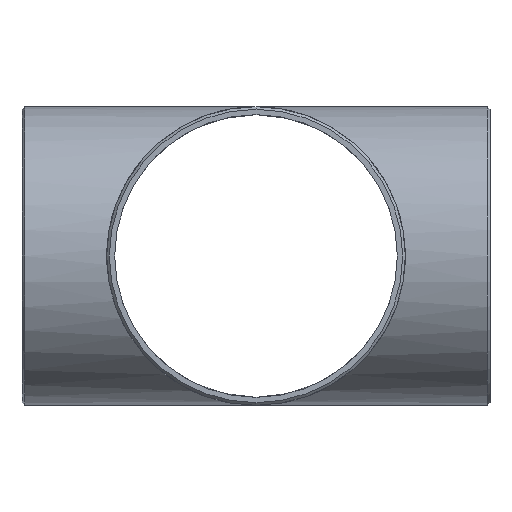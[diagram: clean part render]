
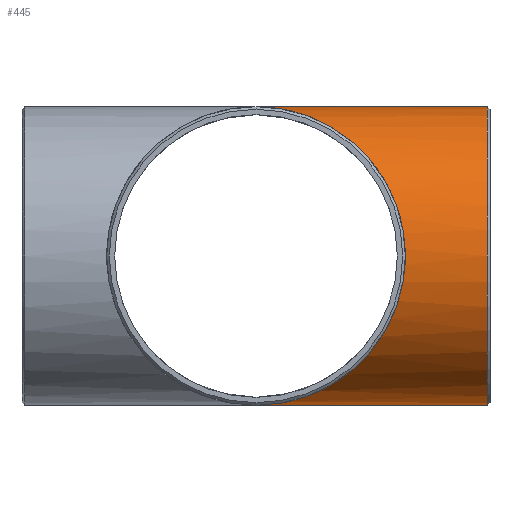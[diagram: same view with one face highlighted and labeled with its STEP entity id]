
A CAD part, left-side view. The second image highlights one B-rep face of the part: STEP entity #445.
In plain terms, the highlighted cylindrical face has radius 178 mm (diameter 356 mm), a partial arc.
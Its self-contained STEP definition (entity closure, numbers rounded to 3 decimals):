
#46 = VECTOR ( 'NONE', #483, 1000. ) ;
#47 = ORIENTED_EDGE ( 'NONE', *, *, #482, .T. ) ;
#63 = CARTESIAN_POINT ( 'NONE',  ( 0., -275.823, 0. ) ) ;
#68 = CARTESIAN_POINT ( 'NONE',  ( 0., 0., -178. ) ) ;
#76 = CARTESIAN_POINT ( 'NONE',  ( 0., 0., 178. ) ) ;
#81 = VERTEX_POINT ( 'NONE', #300 ) ;
#111 = FACE_OUTER_BOUND ( 'NONE', #387, .T. ) ;
#176 = DIRECTION ( 'NONE',  ( 0., 0., -1. ) ) ;
#183 = CARTESIAN_POINT ( 'NONE',  ( 0., 0., 178. ) ) ;
#214 = VERTEX_POINT ( 'NONE', #183 ) ;
#227 = CARTESIAN_POINT ( 'NONE',  ( 0., -275.823, -178. ) ) ;
#231 = CARTESIAN_POINT ( 'NONE',  ( 0., -279., 178. ) ) ;
#242 = AXIS2_PLACEMENT_3D ( 'NONE', #726, #602, #176 ) ;
#272 = ORIENTED_EDGE ( 'NONE', *, *, #799, .F. ) ;
#273 = VERTEX_POINT ( 'NONE', #713 ) ;
#275 = ORIENTED_EDGE ( 'NONE', *, *, #423, .F. ) ;
#300 = CARTESIAN_POINT ( 'NONE',  ( 0., -275.823, 178. ) ) ;
#302 = DIRECTION ( 'NONE',  ( 0., 0., -1. ) ) ;
#362 = CYLINDRICAL_SURFACE ( 'NONE', #242, 178. ) ;
#387 = EDGE_LOOP ( 'NONE', ( #47, #464, #272, #275 ) ) ;
#423 = EDGE_CURVE ( 'NONE', #519, #273, #427, .T. ) ;
#427 = LINE ( 'NONE', #475, #46 ) ;
#434 = CARTESIAN_POINT ( 'NONE',  ( -356., -356., 178. ) ) ;
#445 = ADVANCED_FACE ( 'NONE', ( #111 ), #362, .T. ) ;
#461 = EDGE_CURVE ( 'NONE', #81, #214, #546, .T. ) ;
#464 = ORIENTED_EDGE ( 'NONE', *, *, #461, .T. ) ;
#475 = CARTESIAN_POINT ( 'NONE',  ( 0., -279., -178. ) ) ;
#482 = EDGE_CURVE ( 'NONE', #519, #81, #699, .T. ) ;
#483 = DIRECTION ( 'NONE',  ( 0., 1., 0. ) ) ;
#519 = VERTEX_POINT ( 'NONE', #227 ) ;
#546 = LINE ( 'NONE', #231, #769 ) ;
#558 = CARTESIAN_POINT ( 'NONE',  ( -356., -356., -178. ) ) ;
#561 =( BOUNDED_CURVE ( )  B_SPLINE_CURVE ( 3, ( #68, #558, #434, #76 ),
 .UNSPECIFIED., .F., .T. ) 
 B_SPLINE_CURVE_WITH_KNOTS ( ( 4, 4 ),
 ( 4.712, 7.854 ),
 .UNSPECIFIED. ) 
 CURVE ( )  GEOMETRIC_REPRESENTATION_ITEM ( )  RATIONAL_B_SPLINE_CURVE ( ( 1., 0.333, 0.333, 1. ) ) 
 REPRESENTATION_ITEM ( '' )  );
#600 = DIRECTION ( 'NONE',  ( 0., 1., 0. ) ) ;
#602 = DIRECTION ( 'NONE',  ( 0., 1., 0. ) ) ;
#699 = CIRCLE ( 'NONE', #737, 178. ) ;
#713 = CARTESIAN_POINT ( 'NONE',  ( 0., 0., -178. ) ) ;
#726 = CARTESIAN_POINT ( 'NONE',  ( 0., -279., 0. ) ) ;
#737 = AXIS2_PLACEMENT_3D ( 'NONE', #63, #600, #302 ) ;
#769 = VECTOR ( 'NONE', #797, 1000. ) ;
#797 = DIRECTION ( 'NONE',  ( 0., 1., 0. ) ) ;
#799 = EDGE_CURVE ( 'NONE', #273, #214, #561, .T. ) ;
